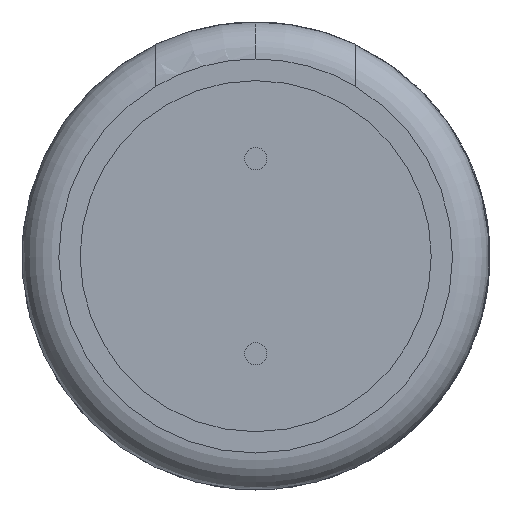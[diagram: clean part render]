
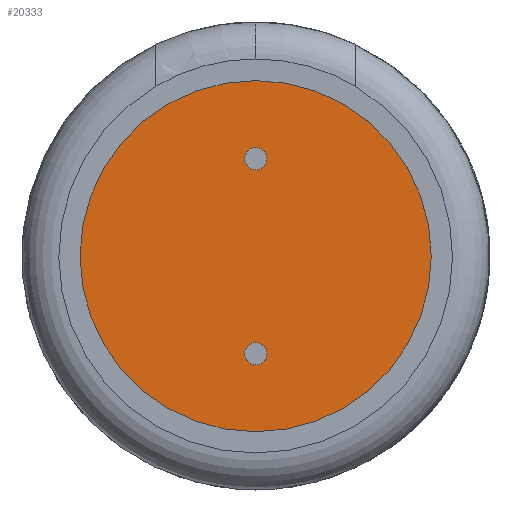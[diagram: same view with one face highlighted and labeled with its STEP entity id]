
A CAD part, front view. The second image highlights one B-rep face of the part: STEP entity #20333.
In plain terms, the highlighted planar face has unit normal (0, -1, 0).
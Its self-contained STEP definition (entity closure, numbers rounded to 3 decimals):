
#160 = DIRECTION ( 'NONE',  ( 0., 0., -1. ) ) ;
#187 = DIRECTION ( 'NONE',  ( 0., 1., 0. ) ) ;
#259 = VERTEX_POINT ( 'NONE', #9112 ) ;
#513 = ORIENTED_EDGE ( 'NONE', *, *, #7323, .F. ) ;
#569 = AXIS2_PLACEMENT_3D ( 'NONE', #17291, #15514, #20484 ) ;
#1310 = VERTEX_POINT ( 'NONE', #4914 ) ;
#1600 = CIRCLE ( 'NONE', #7920, 0.3 ) ;
#1669 = DIRECTION ( 'NONE',  ( 0., 1., 0. ) ) ;
#1835 = FACE_OUTER_BOUND ( 'NONE', #11981, .T. ) ;
#1850 = EDGE_CURVE ( 'NONE', #13251, #20875, #19430, .T. ) ;
#2155 = DIRECTION ( 'NONE',  ( 0., 0., -1. ) ) ;
#2269 = CARTESIAN_POINT ( 'NONE',  ( 0., -4.931, -2.34 ) ) ;
#2326 = CIRCLE ( 'NONE', #17145, 4.75 ) ;
#2480 = CARTESIAN_POINT ( 'NONE',  ( 0., -4.931, -2.64 ) ) ;
#3335 = DIRECTION ( 'NONE',  ( 0., -1., 0. ) ) ;
#3517 = CARTESIAN_POINT ( 'NONE',  ( 0., -4.931, 4.75 ) ) ;
#3609 = CIRCLE ( 'NONE', #19806, 4.75 ) ;
#4914 = CARTESIAN_POINT ( 'NONE',  ( 0., -4.931, -2.94 ) ) ;
#5244 = DIRECTION ( 'NONE',  ( 0., 0., 1. ) ) ;
#5340 = PLANE ( 'NONE',  #569 ) ;
#5644 = EDGE_CURVE ( 'NONE', #20875, #13251, #20663, .T. ) ;
#5782 = ORIENTED_EDGE ( 'NONE', *, *, #5644, .F. ) ;
#6635 = DIRECTION ( 'NONE',  ( 0., 0., -1. ) ) ;
#7036 = DIRECTION ( 'NONE',  ( 0., 0., -1. ) ) ;
#7323 = EDGE_CURVE ( 'NONE', #259, #17806, #3609, .T. ) ;
#7366 = VERTEX_POINT ( 'NONE', #2269 ) ;
#7504 = EDGE_LOOP ( 'NONE', ( #12907, #17922 ) ) ;
#7920 = AXIS2_PLACEMENT_3D ( 'NONE', #2480, #19159, #2155 ) ;
#8274 = CARTESIAN_POINT ( 'NONE',  ( 0., -4.931, 0. ) ) ;
#8790 = ORIENTED_EDGE ( 'NONE', *, *, #1850, .F. ) ;
#9112 = CARTESIAN_POINT ( 'NONE',  ( 0., -4.931, -4.75 ) ) ;
#10188 = FACE_BOUND ( 'NONE', #7504, .T. ) ;
#10636 = CARTESIAN_POINT ( 'NONE',  ( 0., -4.931, 0. ) ) ;
#11079 = AXIS2_PLACEMENT_3D ( 'NONE', #18846, #13485, #6635 ) ;
#11787 = CARTESIAN_POINT ( 'NONE',  ( 0., -4.931, 2.64 ) ) ;
#11981 = EDGE_LOOP ( 'NONE', ( #18703, #513 ) ) ;
#12069 = AXIS2_PLACEMENT_3D ( 'NONE', #20253, #3335, #160 ) ;
#12907 = ORIENTED_EDGE ( 'NONE', *, *, #19782, .F. ) ;
#13113 = CARTESIAN_POINT ( 'NONE',  ( 0., -4.931, 2.34 ) ) ;
#13251 = VERTEX_POINT ( 'NONE', #20041 ) ;
#13474 = CIRCLE ( 'NONE', #12069, 0.3 ) ;
#13485 = DIRECTION ( 'NONE',  ( 0., -1., 0. ) ) ;
#14211 = EDGE_CURVE ( 'NONE', #1310, #7366, #13474, .T. ) ;
#15214 = DIRECTION ( 'NONE',  ( 0., -1., 0. ) ) ;
#15514 = DIRECTION ( 'NONE',  ( 0., -1., 0. ) ) ;
#17034 = EDGE_LOOP ( 'NONE', ( #8790, #5782 ) ) ;
#17145 = AXIS2_PLACEMENT_3D ( 'NONE', #8274, #1669, #18589 ) ;
#17291 = CARTESIAN_POINT ( 'NONE',  ( 0., -4.931, 4.75 ) ) ;
#17692 = AXIS2_PLACEMENT_3D ( 'NONE', #11787, #15214, #7036 ) ;
#17806 = VERTEX_POINT ( 'NONE', #3517 ) ;
#17922 = ORIENTED_EDGE ( 'NONE', *, *, #14211, .F. ) ;
#18589 = DIRECTION ( 'NONE',  ( 0., 0., 1. ) ) ;
#18703 = ORIENTED_EDGE ( 'NONE', *, *, #20191, .F. ) ;
#18846 = CARTESIAN_POINT ( 'NONE',  ( 0., -4.931, 2.64 ) ) ;
#19159 = DIRECTION ( 'NONE',  ( 0., -1., 0. ) ) ;
#19430 = CIRCLE ( 'NONE', #17692, 0.3 ) ;
#19782 = EDGE_CURVE ( 'NONE', #7366, #1310, #1600, .T. ) ;
#19806 = AXIS2_PLACEMENT_3D ( 'NONE', #10636, #187, #5244 ) ;
#20041 = CARTESIAN_POINT ( 'NONE',  ( 0., -4.931, 2.94 ) ) ;
#20191 = EDGE_CURVE ( 'NONE', #17806, #259, #2326, .T. ) ;
#20253 = CARTESIAN_POINT ( 'NONE',  ( 0., -4.931, -2.64 ) ) ;
#20262 = FACE_BOUND ( 'NONE', #17034, .T. ) ;
#20333 = ADVANCED_FACE ( 'NONE', ( #10188, #20262, #1835 ), #5340, .T. ) ;
#20484 = DIRECTION ( 'NONE',  ( 0., 0., -1. ) ) ;
#20663 = CIRCLE ( 'NONE', #11079, 0.3 ) ;
#20875 = VERTEX_POINT ( 'NONE', #13113 ) ;
